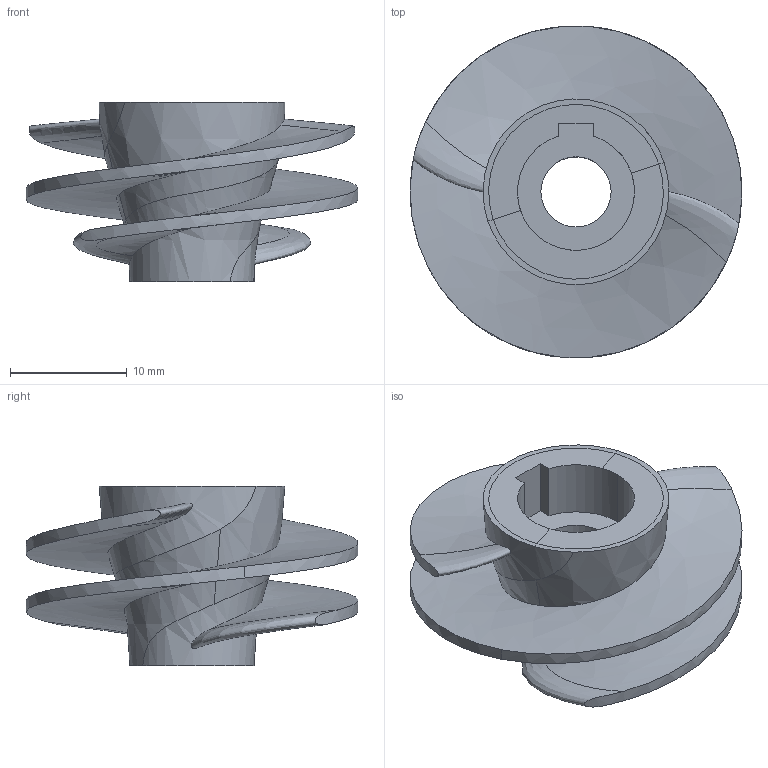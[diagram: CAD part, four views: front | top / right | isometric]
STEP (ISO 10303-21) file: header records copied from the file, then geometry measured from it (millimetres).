
FILE_DESCRIPTION (( 'STEP AP214' ), '1' );
FILE_NAME ('LOX_PDR_inducer_integrated.STEP', '2024-11-03T23:39:35', ( '' ), ( '' ), 'SwSTEP 2.0', 'SolidWorks 2024', '' );
FILE_SCHEMA (( 'AUTOMOTIVE_DESIGN' ));
Length unit declared in the file: millimetre
Products named in the file (1): LOX_PDR_inducer_integrated
Bounding box: 28.37 x 28.38 x 15.37 mm (x, y, z)
Volume: 2369.2 mm3; surface area: 3156.6 mm2
Topology: 1 solids, 1 shells, 31 faces, 88 edges, 58 vertices
Faces by surface type: bspline 22, cylinder 5, plane 4
Entity records: 9394 total; most frequent: CARTESIAN_POINT 8721, ORIENTED_EDGE 176, EDGE_CURVE 88, DIRECTION 79, VERTEX_POINT 58, B_SPLINE_CURVE_WITH_KNOTS 53, AXIS2_PLACEMENT_3D 34, EDGE_LOOP 32
